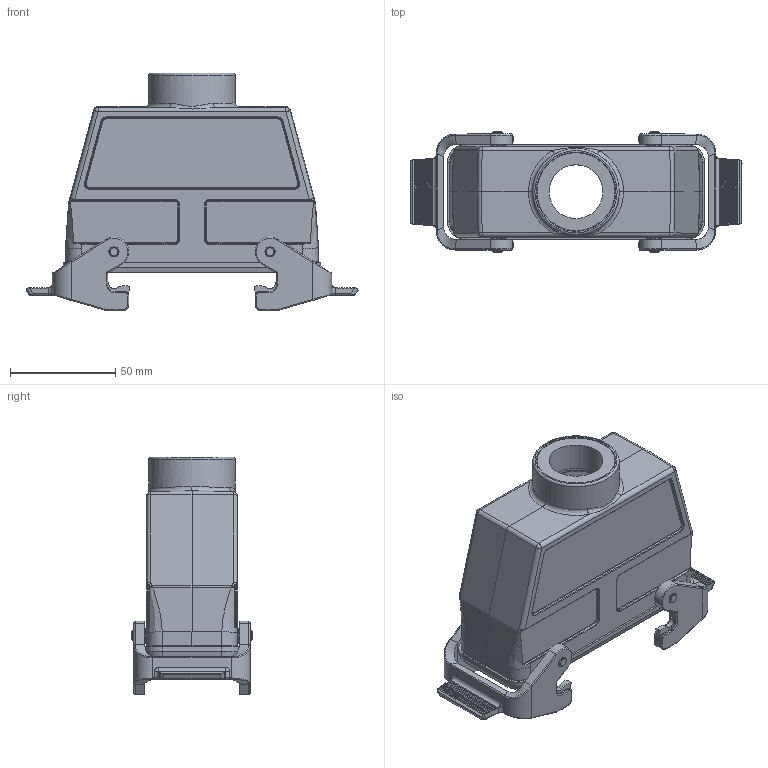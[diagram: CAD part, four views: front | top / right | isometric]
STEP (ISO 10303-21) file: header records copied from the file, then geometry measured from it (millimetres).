
FILE_DESCRIPTION((''),'2;1');
FILE_NAME('05300240761.stp','2020-07-14T15:28:41',('e.eickhoff'),(''),'Autodesk Inventor 2012','Autodesk Inventor 2012','');
FILE_SCHEMA(('AUTOMOTIVE_DESIGN { 1 0 10303 214 1 1 1 1 }'));
Length unit declared in the file: millimetre
Products named in the file (3): 05300240761; M25-PG29 Adapter
Assembly tree (2 placements, depth 2):
  05300240761
    M25-PG29 Adapter
    05300240761
Bounding box: 157.4 x 57 x 112.7 mm (x, y, z)
Volume: 114412.4 mm3; surface area: 74013.2 mm2
Topology: 4 solids, 4 shells, 871 faces, 2765 edges, 2507 vertices
Faces by surface type: plane 384, cylinder 271, bspline 86, torus 77, cone 45, sphere 8
Full cylindrical faces by diameter (mm): 2.05 x4, 3 x4, 4 x4, 4.8 x4, 7 x4, 25.5 x1, 32 x1, 37 x1, 37.5 x1, 41 x1
Entity records: 34587 total; most frequent: CARTESIAN_POINT 10336, DIRECTION 4676, ORIENTED_EDGE 4158, EDGE_CURVE 2079, AXIS2_PLACEMENT_3D 1674, VECTOR 1328, LINE 1328, VERTEX_POINT 1296
